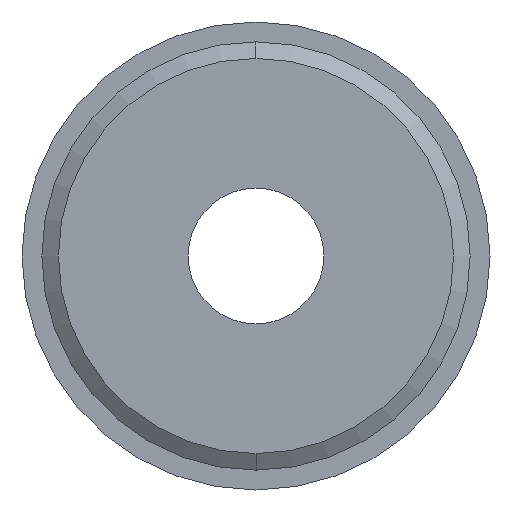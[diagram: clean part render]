
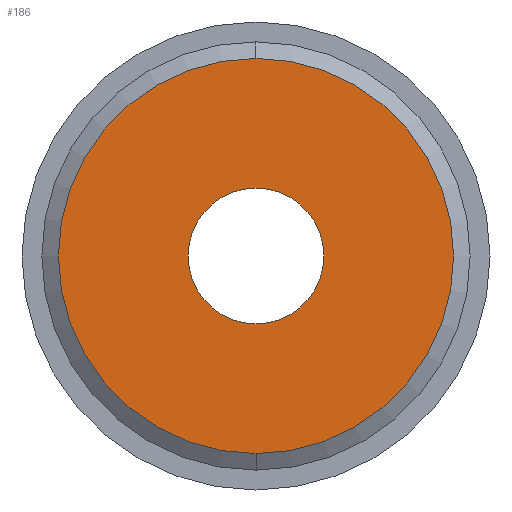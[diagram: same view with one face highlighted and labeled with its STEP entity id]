
A CAD part, left-side view. The second image highlights one B-rep face of the part: STEP entity #186.
In plain terms, the highlighted planar face has unit normal (-1, 0, 0).
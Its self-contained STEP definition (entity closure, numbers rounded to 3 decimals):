
#27 = AXIS2_PLACEMENT_3D ( 'NONE', #41, #487, #138 ) ;
#36 = CARTESIAN_POINT ( 'NONE',  ( 0., 0., -6.15 ) ) ;
#40 = DIRECTION ( 'NONE',  ( -1., 0., 0. ) ) ;
#41 = CARTESIAN_POINT ( 'NONE',  ( 0., 17.9, 0. ) ) ;
#44 = EDGE_CURVE ( 'NONE', #108, #320, #230, .T. ) ;
#55 = DIRECTION ( 'NONE',  ( 0., 0., 1. ) ) ;
#63 = VERTEX_POINT ( 'NONE', #538 ) ;
#69 = EDGE_LOOP ( 'NONE', ( #504, #373 ) ) ;
#95 = DIRECTION ( 'NONE',  ( -1., 0., 0. ) ) ;
#104 = CIRCLE ( 'NONE', #132, 17.9 ) ;
#108 = VERTEX_POINT ( 'NONE', #482 ) ;
#132 = AXIS2_PLACEMENT_3D ( 'NONE', #218, #40, #390 ) ;
#138 = DIRECTION ( 'NONE',  ( 0., 0., -1. ) ) ;
#155 = VERTEX_POINT ( 'NONE', #443 ) ;
#169 = EDGE_CURVE ( 'NONE', #320, #108, #452, .T. ) ;
#183 = DIRECTION ( 'NONE',  ( 0., 0., 1. ) ) ;
#186 = ADVANCED_FACE ( 'NONE', ( #433, #566 ), #481, .F. ) ;
#191 = CIRCLE ( 'NONE', #342, 17.9 ) ;
#210 = AXIS2_PLACEMENT_3D ( 'NONE', #483, #309, #183 ) ;
#218 = CARTESIAN_POINT ( 'NONE',  ( 0., 0., 0. ) ) ;
#230 = CIRCLE ( 'NONE', #421, 6.15 ) ;
#252 = ORIENTED_EDGE ( 'NONE', *, *, #283, .T. ) ;
#283 = EDGE_CURVE ( 'NONE', #155, #63, #104, .T. ) ;
#309 = DIRECTION ( 'NONE',  ( -1., 0., 0. ) ) ;
#317 = DIRECTION ( 'NONE',  ( -1., 0., 0. ) ) ;
#320 = VERTEX_POINT ( 'NONE', #36 ) ;
#342 = AXIS2_PLACEMENT_3D ( 'NONE', #400, #317, #55 ) ;
#361 = DIRECTION ( 'NONE',  ( 0., 0., 1. ) ) ;
#373 = ORIENTED_EDGE ( 'NONE', *, *, #169, .F. ) ;
#390 = DIRECTION ( 'NONE',  ( 0., 0., 1. ) ) ;
#400 = CARTESIAN_POINT ( 'NONE',  ( 0., 0., 0. ) ) ;
#402 = ORIENTED_EDGE ( 'NONE', *, *, #470, .T. ) ;
#421 = AXIS2_PLACEMENT_3D ( 'NONE', #447, #95, #361 ) ;
#433 = FACE_BOUND ( 'NONE', #69, .T. ) ;
#443 = CARTESIAN_POINT ( 'NONE',  ( 0., 0., -17.9 ) ) ;
#447 = CARTESIAN_POINT ( 'NONE',  ( 0., 0., 0. ) ) ;
#452 = CIRCLE ( 'NONE', #210, 6.15 ) ;
#470 = EDGE_CURVE ( 'NONE', #63, #155, #191, .T. ) ;
#481 = PLANE ( 'NONE',  #27 ) ;
#482 = CARTESIAN_POINT ( 'NONE',  ( 0., 0., 6.15 ) ) ;
#483 = CARTESIAN_POINT ( 'NONE',  ( 0., 0., 0. ) ) ;
#487 = DIRECTION ( 'NONE',  ( 1., 0., 0. ) ) ;
#504 = ORIENTED_EDGE ( 'NONE', *, *, #44, .F. ) ;
#510 = EDGE_LOOP ( 'NONE', ( #252, #402 ) ) ;
#538 = CARTESIAN_POINT ( 'NONE',  ( 0., 0., 17.9 ) ) ;
#566 = FACE_OUTER_BOUND ( 'NONE', #510, .T. ) ;
